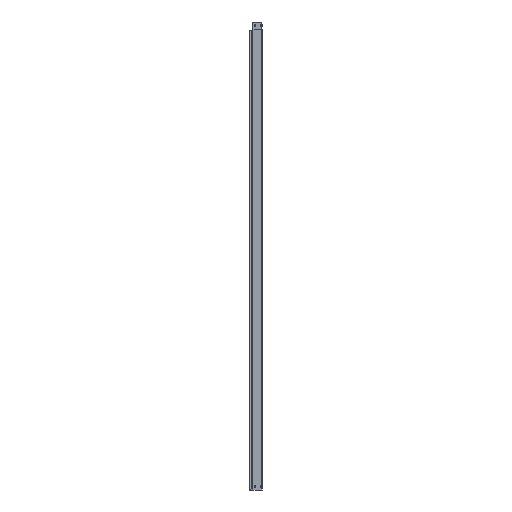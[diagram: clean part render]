
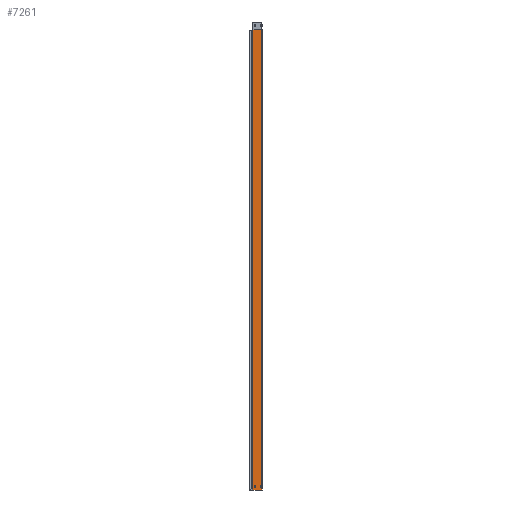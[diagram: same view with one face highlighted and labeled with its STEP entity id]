
A CAD part, left-side view. The second image highlights one B-rep face of the part: STEP entity #7261.
In plain terms, the highlighted planar face has unit normal (-1, 0, 0).
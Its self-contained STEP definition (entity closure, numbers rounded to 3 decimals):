
#6 = DIRECTION ( 'NONE',  ( 0., 0., -1. ) ) ;
#308 = CARTESIAN_POINT ( 'NONE',  ( -300., 0., 0. ) ) ;
#371 = VERTEX_POINT ( 'NONE', #9056 ) ;
#412 = CARTESIAN_POINT ( 'NONE',  ( -300., 59.184, 0. ) ) ;
#502 = CARTESIAN_POINT ( 'NONE',  ( -300., 0., 2948.5 ) ) ;
#511 = VECTOR ( 'NONE', #3890, 1000. ) ;
#549 = CARTESIAN_POINT ( 'NONE',  ( -300., 3., 2949. ) ) ;
#603 = EDGE_CURVE ( 'NONE', #16772, #1589, #1511, .T. ) ;
#716 = DIRECTION ( 'NONE',  ( 1., 0., 0. ) ) ;
#727 = ORIENTED_EDGE ( 'NONE', *, *, #13730, .T. ) ;
#778 = DIRECTION ( 'NONE',  ( 0., -1., 0. ) ) ;
#897 = VERTEX_POINT ( 'NONE', #6958 ) ;
#1511 = LINE ( 'NONE', #308, #14369 ) ;
#1589 = VERTEX_POINT ( 'NONE', #5476 ) ;
#1630 = LINE ( 'NONE', #6778, #1822 ) ;
#1638 = ORIENTED_EDGE ( 'NONE', *, *, #603, .T. ) ;
#1653 = ORIENTED_EDGE ( 'NONE', *, *, #13849, .F. ) ;
#1666 = DIRECTION ( 'NONE',  ( 0., 0., 1. ) ) ;
#1692 = EDGE_LOOP ( 'NONE', ( #1653, #12112, #5749, #10228 ) ) ;
#1822 = VECTOR ( 'NONE', #1666, 1000. ) ;
#1973 = DIRECTION ( 'NONE',  ( -1., 0., 0. ) ) ;
#2018 = DIRECTION ( 'NONE',  ( 0., 1., 0. ) ) ;
#2061 = DIRECTION ( 'NONE',  ( 0., 0., -1. ) ) ;
#2083 = DIRECTION ( 'NONE',  ( 0., 0., 1. ) ) ;
#2118 = VECTOR ( 'NONE', #2061, 1000. ) ;
#2313 = CARTESIAN_POINT ( 'NONE',  ( -300., 2.3, 2948.892 ) ) ;
#2345 = CARTESIAN_POINT ( 'NONE',  ( -300., 11.5, 20. ) ) ;
#2352 = VERTEX_POINT ( 'NONE', #10427 ) ;
#2576 = CARTESIAN_POINT ( 'NONE',  ( -300., 2.3, 0. ) ) ;
#2597 = CIRCLE ( 'NONE', #16712, 3.5 ) ;
#2610 = CARTESIAN_POINT ( 'NONE',  ( -300., 8., 20. ) ) ;
#2741 = VECTOR ( 'NONE', #2987, 1000. ) ;
#2987 = DIRECTION ( 'NONE',  ( 0., 0., -1. ) ) ;
#3138 = VERTEX_POINT ( 'NONE', #12643 ) ;
#3216 = CARTESIAN_POINT ( 'NONE',  ( -300., 8., 28. ) ) ;
#3567 = VERTEX_POINT ( 'NONE', #549 ) ;
#3884 = CARTESIAN_POINT ( 'NONE',  ( -300., 2.3, 2948.892 ) ) ;
#3890 = DIRECTION ( 'NONE',  ( 0., 0., -1. ) ) ;
#3954 = CARTESIAN_POINT ( 'NONE',  ( -300., 0., 2949. ) ) ;
#4108 = VERTEX_POINT ( 'NONE', #4235 ) ;
#4235 = CARTESIAN_POINT ( 'NONE',  ( -300., 4.5, 20. ) ) ;
#4507 = CARTESIAN_POINT ( 'NONE',  ( -300., 43., 28. ) ) ;
#4516 = EDGE_LOOP ( 'NONE', ( #10856, #16137, #11038, #10614 ) ) ;
#4545 = EDGE_CURVE ( 'NONE', #16105, #4108, #2597, .T. ) ;
#4786 = EDGE_CURVE ( 'NONE', #6190, #4907, #14860, .T. ) ;
#4854 = CARTESIAN_POINT ( 'NONE',  ( -300., 59.184, 2948.5 ) ) ;
#4907 = VERTEX_POINT ( 'NONE', #15758 ) ;
#4983 = CARTESIAN_POINT ( 'NONE',  ( -300., 2.761, 2949. ) ) ;
#5255 = CARTESIAN_POINT ( 'NONE',  ( -300., 58.784, 2949. ) ) ;
#5398 = LINE ( 'NONE', #5444, #11526 ) ;
#5444 = CARTESIAN_POINT ( 'NONE',  ( -300., 39.5, 20. ) ) ;
#5476 = CARTESIAN_POINT ( 'NONE',  ( -300., 2.3, 0. ) ) ;
#5501 = CARTESIAN_POINT ( 'NONE',  ( -300., 46.5, 20. ) ) ;
#5749 = ORIENTED_EDGE ( 'NONE', *, *, #13879, .F. ) ;
#5888 = CARTESIAN_POINT ( 'NONE',  ( -300., 0., 0. ) ) ;
#5994 = LINE ( 'NONE', #4854, #2118 ) ;
#6190 = VERTEX_POINT ( 'NONE', #8597 ) ;
#6249 = VERTEX_POINT ( 'NONE', #7677 ) ;
#6422 = EDGE_CURVE ( 'NONE', #11561, #16105, #9520, .T. ) ;
#6778 = CARTESIAN_POINT ( 'NONE',  ( -300., 58.784, 0. ) ) ;
#6958 = CARTESIAN_POINT ( 'NONE',  ( -300., 39.5, 28. ) ) ;
#7120 = CIRCLE ( 'NONE', #11735, 3.5 ) ;
#7229 = DIRECTION ( 'NONE',  ( -1., 0., 0. ) ) ;
#7261 = ADVANCED_FACE ( 'NONE', ( #13397, #13787, #8246 ), #8497, .F. ) ;
#7339 = AXIS2_PLACEMENT_3D ( 'NONE', #5888, #716, #2018 ) ;
#7599 = CARTESIAN_POINT ( 'NONE',  ( -300., 3., 2949. ) ) ;
#7677 = CARTESIAN_POINT ( 'NONE',  ( -300., 4.5, 28. ) ) ;
#7789 = DIRECTION ( 'NONE',  ( -1., 0., 0. ) ) ;
#7790 = CARTESIAN_POINT ( 'NONE',  ( -300., 11.5, 28. ) ) ;
#8040 = LINE ( 'NONE', #5501, #2741 ) ;
#8246 = FACE_OUTER_BOUND ( 'NONE', #9101, .T. ) ;
#8497 = PLANE ( 'NONE',  #7339 ) ;
#8513 = VERTEX_POINT ( 'NONE', #3884 ) ;
#8597 = CARTESIAN_POINT ( 'NONE',  ( -300., 59.184, 2948.5 ) ) ;
#9056 = CARTESIAN_POINT ( 'NONE',  ( -300., 46.5, 28. ) ) ;
#9101 = EDGE_LOOP ( 'NONE', ( #10263, #727, #13715, #14376, #16887, #1638, #16506 ) ) ;
#9366 = CARTESIAN_POINT ( 'NONE',  ( -300., 11.5, 28. ) ) ;
#9492 = LINE ( 'NONE', #3954, #12364 ) ;
#9520 = LINE ( 'NONE', #7790, #15640 ) ;
#9571 = EDGE_CURVE ( 'NONE', #4907, #10600, #1630, .T. ) ;
#9835 = CARTESIAN_POINT ( 'NONE',  ( -300., 43., 20. ) ) ;
#10007 = AXIS2_PLACEMENT_3D ( 'NONE', #9835, #1973, #778 ) ;
#10228 = ORIENTED_EDGE ( 'NONE', *, *, #13161, .F. ) ;
#10263 = ORIENTED_EDGE ( 'NONE', *, *, #15557, .T. ) ;
#10302 = CIRCLE ( 'NONE', #15803, 3.5 ) ;
#10345 = EDGE_CURVE ( 'NONE', #6249, #11561, #7120, .T. ) ;
#10427 = CARTESIAN_POINT ( 'NONE',  ( -300., 39.5, 20. ) ) ;
#10600 = VERTEX_POINT ( 'NONE', #5255 ) ;
#10614 = ORIENTED_EDGE ( 'NONE', *, *, #4545, .F. ) ;
#10647 = VECTOR ( 'NONE', #2083, 1000. ) ;
#10727 = DIRECTION ( 'NONE',  ( 0., -1., 0. ) ) ;
#10856 = ORIENTED_EDGE ( 'NONE', *, *, #6422, .F. ) ;
#11028 = DIRECTION ( 'NONE',  ( 0., -1., 0. ) ) ;
#11038 = ORIENTED_EDGE ( 'NONE', *, *, #16212, .F. ) ;
#11526 = VECTOR ( 'NONE', #14694, 1000. ) ;
#11561 = VERTEX_POINT ( 'NONE', #9366 ) ;
#11735 = AXIS2_PLACEMENT_3D ( 'NONE', #3216, #13586, #11028 ) ;
#12112 = ORIENTED_EDGE ( 'NONE', *, *, #15461, .F. ) ;
#12364 = VECTOR ( 'NONE', #13109, 1000. ) ;
#12643 = CARTESIAN_POINT ( 'NONE',  ( -300., 46.5, 20. ) ) ;
#13109 = DIRECTION ( 'NONE',  ( 0., 1., 0. ) ) ;
#13161 = EDGE_CURVE ( 'NONE', #897, #371, #10302, .T. ) ;
#13397 = FACE_BOUND ( 'NONE', #4516, .T. ) ;
#13586 = DIRECTION ( 'NONE',  ( -1., 0., 0. ) ) ;
#13625 = DIRECTION ( 'NONE',  ( 0., -1., 0. ) ) ;
#13715 = ORIENTED_EDGE ( 'NONE', *, *, #9571, .F. ) ;
#13730 = EDGE_CURVE ( 'NONE', #3567, #10600, #9492, .T. ) ;
#13735 = LINE ( 'NONE', #13915, #10647 ) ;
#13787 = FACE_BOUND ( 'NONE', #1692, .T. ) ;
#13849 = EDGE_CURVE ( 'NONE', #2352, #897, #5398, .T. ) ;
#13850 = VECTOR ( 'NONE', #13625, 1000. ) ;
#13879 = EDGE_CURVE ( 'NONE', #371, #3138, #8040, .T. ) ;
#13915 = CARTESIAN_POINT ( 'NONE',  ( -300., 4.5, 28. ) ) ;
#14223 = EDGE_CURVE ( 'NONE', #6190, #16772, #5994, .T. ) ;
#14369 = VECTOR ( 'NONE', #10727, 1000. ) ;
#14376 = ORIENTED_EDGE ( 'NONE', *, *, #4786, .F. ) ;
#14498 = DIRECTION ( 'NONE',  ( 0., -1., 0. ) ) ;
#14619 = EDGE_CURVE ( 'NONE', #8513, #1589, #16397, .T. ) ;
#14694 = DIRECTION ( 'NONE',  ( 0., 0., 1. ) ) ;
#14860 = LINE ( 'NONE', #502, #13850 ) ;
#15367 = CIRCLE ( 'NONE', #10007, 3.5 ) ;
#15461 = EDGE_CURVE ( 'NONE', #3138, #2352, #15367, .T. ) ;
#15557 = EDGE_CURVE ( 'NONE', #8513, #3567, #16878, .T. ) ;
#15640 = VECTOR ( 'NONE', #6, 1000. ) ;
#15758 = CARTESIAN_POINT ( 'NONE',  ( -300., 58.784, 2948.5 ) ) ;
#15803 = AXIS2_PLACEMENT_3D ( 'NONE', #4507, #7229, #16354 ) ;
#16105 = VERTEX_POINT ( 'NONE', #2345 ) ;
#16137 = ORIENTED_EDGE ( 'NONE', *, *, #10345, .F. ) ;
#16212 = EDGE_CURVE ( 'NONE', #4108, #6249, #13735, .T. ) ;
#16354 = DIRECTION ( 'NONE',  ( 0., -1., 0. ) ) ;
#16397 = LINE ( 'NONE', #2576, #511 ) ;
#16506 = ORIENTED_EDGE ( 'NONE', *, *, #14619, .F. ) ;
#16712 = AXIS2_PLACEMENT_3D ( 'NONE', #2610, #7789, #14498 ) ;
#16772 = VERTEX_POINT ( 'NONE', #412 ) ;
#16785 = CARTESIAN_POINT ( 'NONE',  ( -300., 2.529, 2948.954 ) ) ;
#16878 = B_SPLINE_CURVE_WITH_KNOTS ( 'NONE', 3,
 ( #2313, #16785, #4983, #7599 ),
 .UNSPECIFIED., .F., .F.,
 ( 4, 4 ),
 ( 0., 0.001 ),
 .UNSPECIFIED. ) ;
#16887 = ORIENTED_EDGE ( 'NONE', *, *, #14223, .T. ) ;
